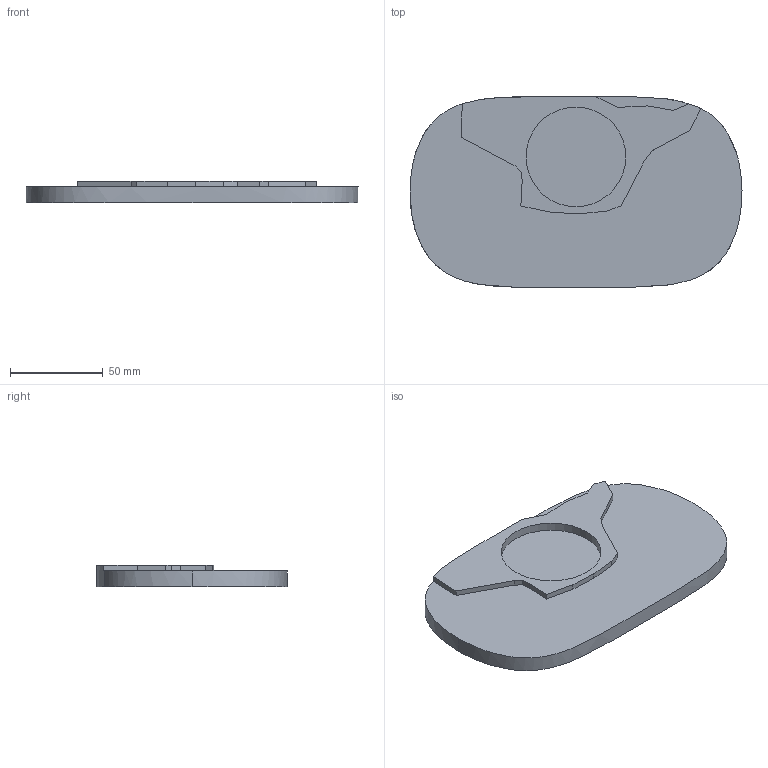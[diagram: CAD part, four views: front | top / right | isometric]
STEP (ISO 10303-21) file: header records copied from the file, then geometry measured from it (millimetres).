
FILE_DESCRIPTION(/* description */ (''),/* implementation_level */ '2;1');
FILE_NAME(/* name */ 'Stylish Belt Synth V4 Wood CNC Top Fixturing Jig.step',/* time_stamp */ '2019-07-15T18:42:38-07:00',/* author */ (''),/* organization */ (''),/* preprocessor_version */ 'ST-DEVELOPER v18',/* originating_system */ 'Autodesk Translation Framework v8.2.0.1029',/* authorisation */ '');
FILE_SCHEMA (('AUTOMOTIVE_DESIGN { 1 0 10303 214 3 1 1 }'));
Length unit declared in the file: inch
Products named in the file (1): Stylish Belt Synth V4 CNC Wood Enclosure
Bounding box: 179.2 x 103.06 x 11.44 mm (x, y, z)
Volume: 141633.3 mm3; surface area: 39053 mm2
Topology: 1 solids, 1 shells, 29 faces, 84 edges, 58 vertices
Faces by surface type: plane 22, bspline 6, cylinder 1
Full cylindrical faces by diameter (mm): 53.832 x1
Entity records: 2365 total; most frequent: CARTESIAN_POINT 1614, ORIENTED_EDGE 168, DIRECTION 108, EDGE_CURVE 84, VERTEX_POINT 58, LINE 56, VECTOR 56, EDGE_LOOP 30
